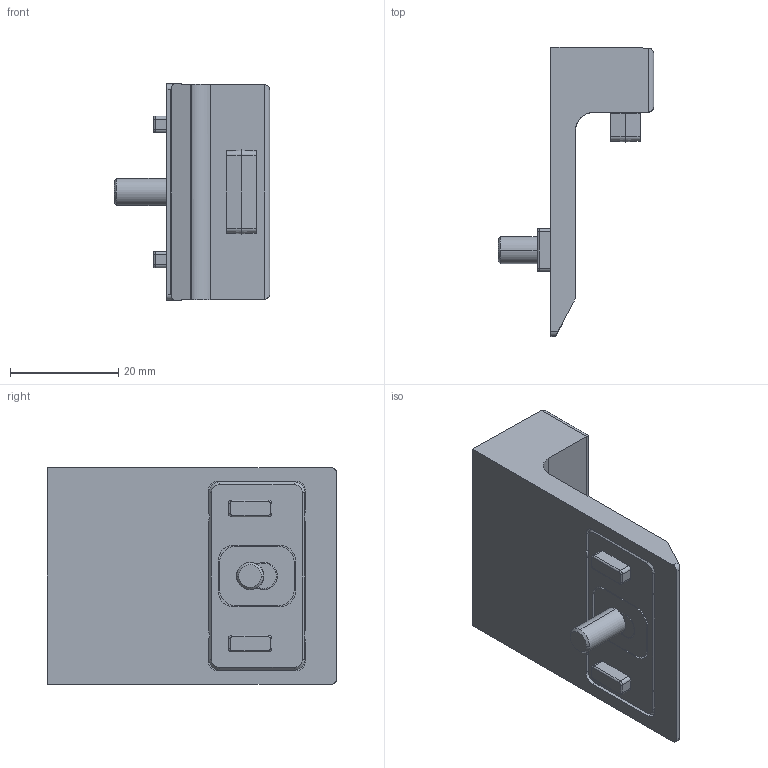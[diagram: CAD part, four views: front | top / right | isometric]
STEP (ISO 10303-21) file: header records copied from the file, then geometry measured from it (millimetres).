
FILE_DESCRIPTION (( 'STEP AP203' ), '1' );
FILE_NAME ('402350400_c_1.STEP', '2023-01-26T14:35:02', ( '' ), ( '' ), 'SwSTEP 2.0', 'SolidWorks 2014', '' );
FILE_SCHEMA (( 'CONFIG_CONTROL_DESIGN' ));
Length unit declared in the file: millimetre
Products named in the file (5): T_X_FCranschlag Zentrierplatte; T_X_FCranschlag Grundk_X_F6rper; T_X_FCranschlag Zentrierhilfe; 402150235 Senkschraube DIN 7991 M5x14; 402350400_c_1
Assembly tree (4 placements, depth 2):
  402350400_c_1
    T_X_FCranschlag Grundk_X_F6rper
    T_X_FCranschlag Zentrierplatte
    T_X_FCranschlag Zentrierhilfe
    402150235 Senkschraube DIN 7991 M5x14
Bounding box: 28.74 x 53.5 x 40 mm (x, y, z)
Volume: 16648.9 mm3; surface area: 8797.8 mm2
Topology: 4 solids, 4 shells, 234 faces, 587 edges, 369 vertices
Faces by surface type: plane 90, cylinder 87, cone 29, torus 16, bspline 12
Entity records: 7758 total; most frequent: CARTESIAN_POINT 1618, DIRECTION 1208, ORIENTED_EDGE 1174, EDGE_CURVE 587, AXIS2_PLACEMENT_3D 447, VERTEX_POINT 369, LINE 314, VECTOR 314
